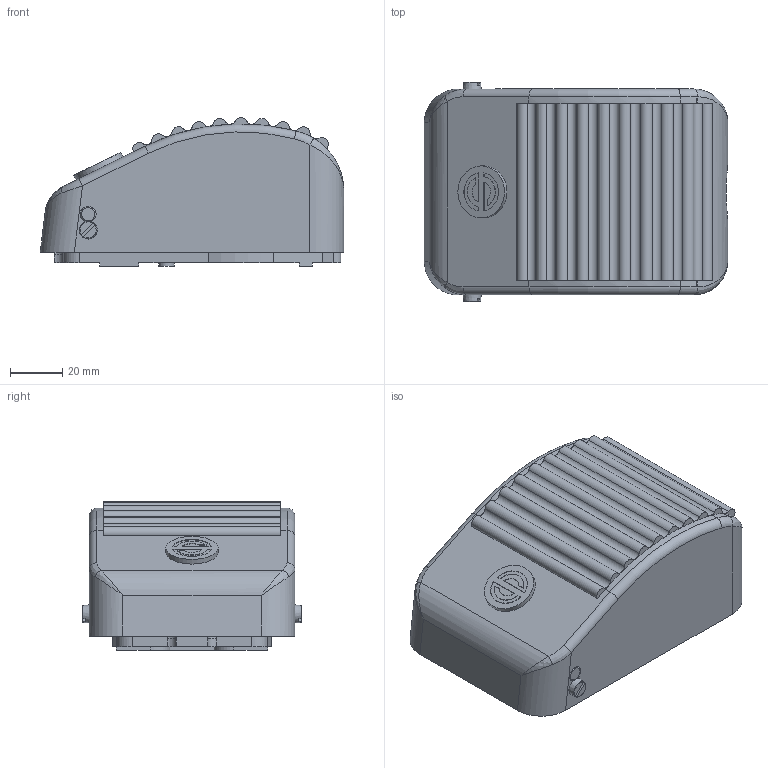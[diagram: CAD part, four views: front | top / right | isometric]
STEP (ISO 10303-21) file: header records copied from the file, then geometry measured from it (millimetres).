
FILE_DESCRIPTION(/* description */ (''),/* implementation_level */ '2;1');
FILE_NAME(/* name */ 'KEFM_ipt.stp',/* time_stamp */ '2017-04-03T15:19:41+02:00',/* author */ ('ahoffmann'),/* organization */ (''),/* preprocessor_version */ 'ST-DEVELOPER v16.1',/* originating_system */ 'Autodesk Inventor 2016',/* authorisation */ '');
FILE_SCHEMA (('AUTOMOTIVE_DESIGN { 1 0 10303 214 3 1 1 }'));
Length unit declared in the file: millimetre
Products named in the file (1): KEFM_ipt
Bounding box: 116.53 x 84.2 x 57.15 mm (x, y, z)
Volume: 152169.8 mm3; surface area: 73346.8 mm2
Topology: 1 solids, 1 shells, 247 faces, 651 edges, 400 vertices
Faces by surface type: plane 104, cylinder 99, torus 17, bspline 17, cone 5, sphere 5
Full cylindrical faces by diameter (mm): 2.459 x2, 2.85 x1, 6.1 x5, 17.294 x1, 20 x1, 30 x1, 54 x1, 61 x1
Entity records: 8424 total; most frequent: CARTESIAN_POINT 2439, DIRECTION 1304, ORIENTED_EDGE 1218, EDGE_CURVE 609, AXIS2_PLACEMENT_3D 523, VERTEX_POINT 386, EDGE_LOOP 283, CIRCLE 264
